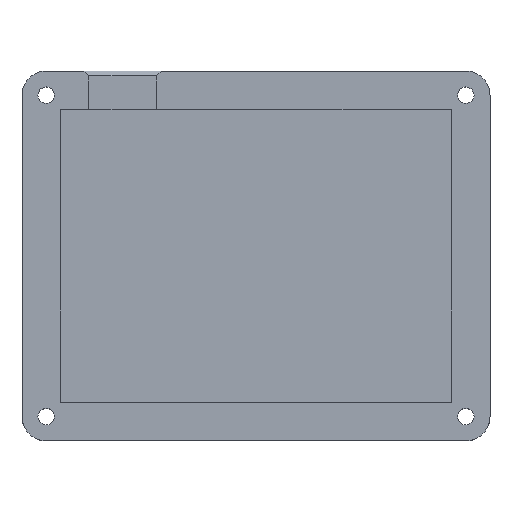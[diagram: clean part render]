
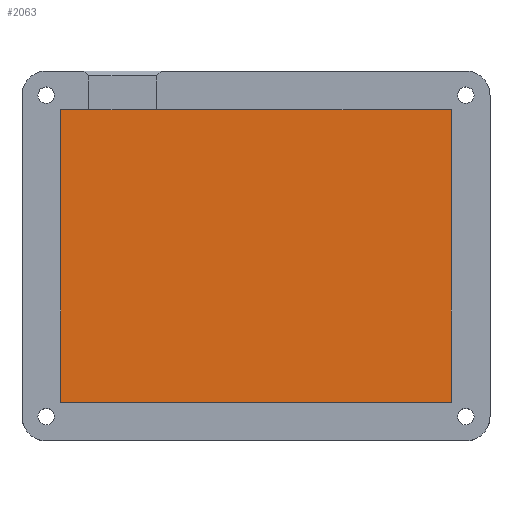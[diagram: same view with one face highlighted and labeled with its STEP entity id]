
A CAD part, top view. The second image highlights one B-rep face of the part: STEP entity #2063.
In plain terms, the highlighted planar face has unit normal (0, 0, 1).
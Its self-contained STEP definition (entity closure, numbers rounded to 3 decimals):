
#267=FACE_OUTER_BOUND('',#394,.T.);
#394=EDGE_LOOP('',(#1838,#1839,#1840,#1841));
#602=LINE('',#3737,#805);
#603=LINE('',#3739,#806);
#604=LINE('',#3741,#807);
#605=LINE('',#3742,#808);
#805=VECTOR('',#2541,10.);
#806=VECTOR('',#2542,10.);
#807=VECTOR('',#2543,10.);
#808=VECTOR('',#2544,10.);
#1005=VERTEX_POINT('',#3735);
#1006=VERTEX_POINT('',#3736);
#1007=VERTEX_POINT('',#3738);
#1008=VERTEX_POINT('',#3740);
#1288=EDGE_CURVE('',#1005,#1006,#602,.T.);
#1289=EDGE_CURVE('',#1007,#1005,#603,.T.);
#1290=EDGE_CURVE('',#1008,#1007,#604,.T.);
#1291=EDGE_CURVE('',#1006,#1008,#605,.T.);
#1838=ORIENTED_EDGE('',*,*,#1288,.F.);
#1839=ORIENTED_EDGE('',*,*,#1289,.F.);
#1840=ORIENTED_EDGE('',*,*,#1290,.F.);
#1841=ORIENTED_EDGE('',*,*,#1291,.F.);
#1959=PLANE('',#2171);
#2063=ADVANCED_FACE('',(#267),#1959,.T.);
#2171=AXIS2_PLACEMENT_3D('',#3734,#2539,#2540);
#2539=DIRECTION('center_axis',(0.,0.,1.));
#2540=DIRECTION('ref_axis',(1.,0.,0.));
#2541=DIRECTION('',(0.,-1.,0.));
#2542=DIRECTION('',(1.,0.,0.));
#2543=DIRECTION('',(0.,1.,0.));
#2544=DIRECTION('',(-1.,0.,0.));
#3734=CARTESIAN_POINT('Origin',(0.,0.,
3.));
#3735=CARTESIAN_POINT('',(40.37,30.21,3.));
#3736=CARTESIAN_POINT('',(40.37,-30.21,3.));
#3737=CARTESIAN_POINT('',(40.37,15.105,3.));
#3738=CARTESIAN_POINT('',(-40.37,30.21,3.));
#3739=CARTESIAN_POINT('',(-20.185,30.21,3.));
#3740=CARTESIAN_POINT('',(-40.37,-30.21,3.));
#3741=CARTESIAN_POINT('',(-40.37,-15.105,3.));
#3742=CARTESIAN_POINT('',(20.185,-30.21,3.));
